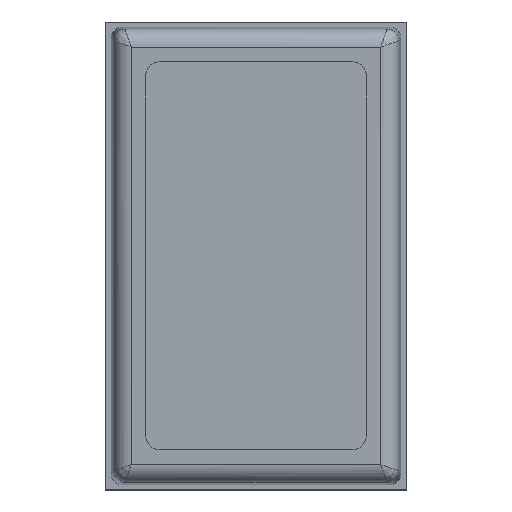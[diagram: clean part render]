
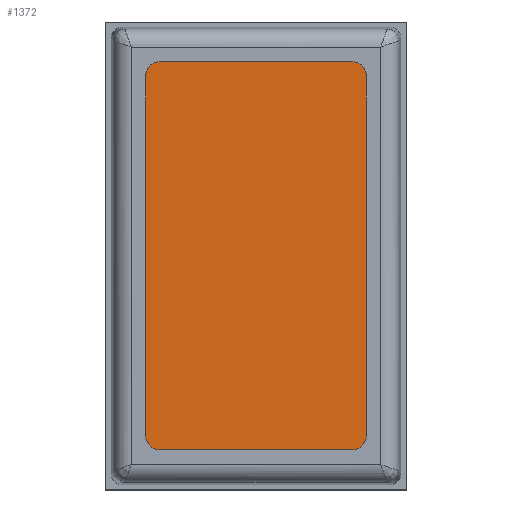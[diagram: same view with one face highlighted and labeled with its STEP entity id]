
A CAD part, top view. The second image highlights one B-rep face of the part: STEP entity #1372.
In plain terms, the highlighted planar face has unit normal (0, 0, 1).
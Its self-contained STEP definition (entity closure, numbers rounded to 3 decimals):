
#100=PLANE($,#1505);
#244=LINE($,#2416,#400);
#248=LINE($,#2428,#404);
#252=LINE($,#2440,#408);
#256=LINE($,#2450,#412);
#400=VECTOR($,#1839,13.215);
#404=VECTOR($,#1851,24.815);
#408=VECTOR($,#1863,13.215);
#412=VECTOR($,#1875,24.815);
#512=FACE_OUTER_BOUND($,#600,.T.);
#600=EDGE_LOOP($,(#1273,#1274,#1275,#1276,#1277,#1278,#1279,#1280));
#606=CIRCLE($,#1490,1.);
#608=CIRCLE($,#1494,1.);
#610=CIRCLE($,#1498,1.);
#612=CIRCLE($,#1502,1.);
#727=VERTEX_POINT($,#2407);
#728=VERTEX_POINT($,#2409);
#730=VERTEX_POINT($,#2415);
#732=VERTEX_POINT($,#2421);
#734=VERTEX_POINT($,#2427);
#736=VERTEX_POINT($,#2433);
#738=VERTEX_POINT($,#2439);
#740=VERTEX_POINT($,#2445);
#899=EDGE_CURVE($,#728,#727,#606,.T.);
#902=EDGE_CURVE($,#730,#728,#244,.T.);
#905=EDGE_CURVE($,#732,#730,#608,.T.);
#908=EDGE_CURVE($,#734,#732,#248,.T.);
#911=EDGE_CURVE($,#736,#734,#610,.T.);
#914=EDGE_CURVE($,#738,#736,#252,.T.);
#917=EDGE_CURVE($,#740,#738,#612,.T.);
#920=EDGE_CURVE($,#727,#740,#256,.T.);
#1273=ORIENTED_EDGE($,*,*,#920,.T.);
#1274=ORIENTED_EDGE($,*,*,#917,.T.);
#1275=ORIENTED_EDGE($,*,*,#914,.T.);
#1276=ORIENTED_EDGE($,*,*,#911,.T.);
#1277=ORIENTED_EDGE($,*,*,#908,.T.);
#1278=ORIENTED_EDGE($,*,*,#905,.T.);
#1279=ORIENTED_EDGE($,*,*,#902,.T.);
#1280=ORIENTED_EDGE($,*,*,#899,.T.);
#1372=ADVANCED_FACE($,(#512),#100,.T.);
#1490=AXIS2_PLACEMENT_3D($,#2410,#1833,#1834);
#1494=AXIS2_PLACEMENT_3D($,#2422,#1845,#1846);
#1498=AXIS2_PLACEMENT_3D($,#2434,#1857,#1858);
#1502=AXIS2_PLACEMENT_3D($,#2446,#1869,#1870);
#1505=AXIS2_PLACEMENT_3D($,#2452,#1878,#1879);
#1833=DIRECTION('center_axis',(0.,0.,1.));
#1834=DIRECTION('ref_axis',(1.,0.,0.));
#1839=DIRECTION($,(1.,0.,0.));
#1845=DIRECTION('center_axis',(0.,0.,1.));
#1846=DIRECTION('ref_axis',(0.,-1.,0.));
#1851=DIRECTION($,(0.,-1.,0.));
#1857=DIRECTION('center_axis',(0.,0.,1.));
#1858=DIRECTION('ref_axis',(-1.,0.,0.));
#1863=DIRECTION($,(-1.,0.,0.));
#1869=DIRECTION('center_axis',(0.,0.,1.));
#1870=DIRECTION('ref_axis',(0.,1.,0.));
#1875=DIRECTION($,(0.,1.,0.));
#1878=DIRECTION('center_axis',(0.,0.,
1.));
#1879=DIRECTION('ref_axis',(1.,0.,0.));
#2407=CARTESIAN_POINT('',(7.608,-12.206,10.7));
#2409=CARTESIAN_POINT('',(6.608,-13.206,10.7));
#2410=CARTESIAN_POINT('Origin',(6.608,-12.206,10.7));
#2415=CARTESIAN_POINT('',(-6.608,-13.206,10.7));
#2416=CARTESIAN_POINT($,(6.608,-13.206,10.7));
#2421=CARTESIAN_POINT('',(-7.608,-12.206,10.7));
#2422=CARTESIAN_POINT('Origin',(-6.608,-12.206,10.7));
#2427=CARTESIAN_POINT('',(-7.608,12.609,10.7));
#2428=CARTESIAN_POINT($,(-7.608,-12.206,10.7));
#2433=CARTESIAN_POINT('',(-6.608,13.609,10.7));
#2434=CARTESIAN_POINT('Origin',(-6.608,12.609,10.7));
#2439=CARTESIAN_POINT('',(6.608,13.609,10.7));
#2440=CARTESIAN_POINT($,(-6.608,13.609,10.7));
#2445=CARTESIAN_POINT('',(7.608,12.609,10.7));
#2446=CARTESIAN_POINT('Origin',(6.608,12.609,10.7));
#2450=CARTESIAN_POINT($,(7.608,12.609,10.7));
#2452=CARTESIAN_POINT('Origin',(0.,0.201,
10.7));
